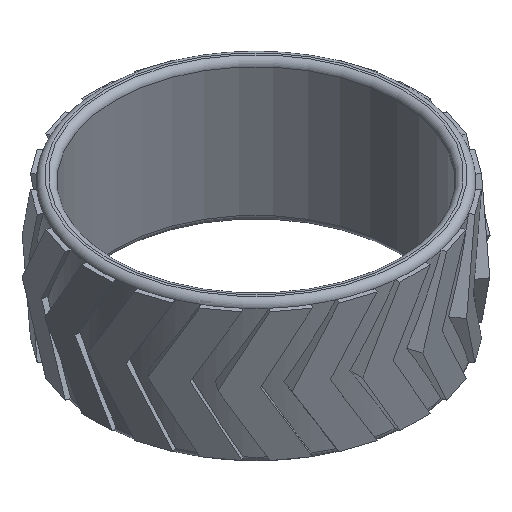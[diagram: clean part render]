
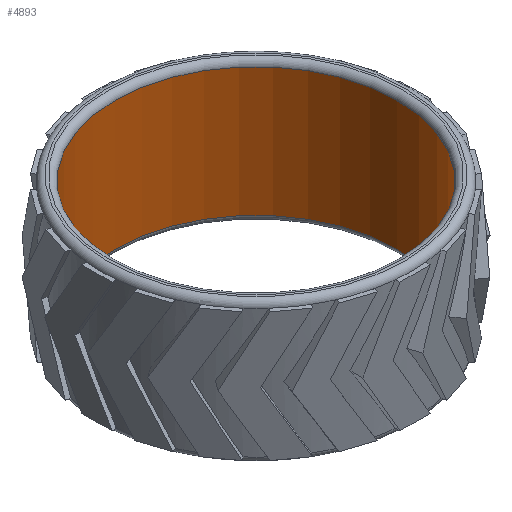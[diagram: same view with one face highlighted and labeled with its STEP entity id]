
A CAD part, isometric view. The second image highlights one B-rep face of the part: STEP entity #4893.
In plain terms, the highlighted cylindrical face has radius 18.6 mm (diameter 37.2 mm), a full revolution.
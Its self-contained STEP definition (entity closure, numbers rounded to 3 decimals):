
#4611 = VERTEX_POINT('',#4612);
#4612 = CARTESIAN_POINT('',(18.6,0.,17.8));
#4621 = EDGE_CURVE('',#4611,#4611,#4622,.T.);
#4622 = CIRCLE('',#4623,18.6);
#4623 = AXIS2_PLACEMENT_3D('',#4624,#4625,#4626);
#4624 = CARTESIAN_POINT('',(0.,0.,17.8));
#4625 = DIRECTION('',(0.,0.,1.));
#4626 = DIRECTION('',(1.,0.,0.));
#4893 = ADVANCED_FACE('',(#4894),#4913,.F.);
#4894 = FACE_BOUND('',#4895,.F.);
#4895 = EDGE_LOOP('',(#4896,#4904,#4905,#4906));
#4896 = ORIENTED_EDGE('',*,*,#4897,.F.);
#4897 = EDGE_CURVE('',#4611,#4898,#4900,.T.);
#4898 = VERTEX_POINT('',#4899);
#4899 = CARTESIAN_POINT('',(18.6,0.,0.8));
#4900 = LINE('',#4901,#4902);
#4901 = CARTESIAN_POINT('',(18.6,0.,18.6));
#4902 = VECTOR('',#4903,1.);
#4903 = DIRECTION('',(-0.,-0.,-1.));
#4904 = ORIENTED_EDGE('',*,*,#4621,.F.);
#4905 = ORIENTED_EDGE('',*,*,#4897,.T.);
#4906 = ORIENTED_EDGE('',*,*,#4907,.T.);
#4907 = EDGE_CURVE('',#4898,#4898,#4908,.T.);
#4908 = CIRCLE('',#4909,18.6);
#4909 = AXIS2_PLACEMENT_3D('',#4910,#4911,#4912);
#4910 = CARTESIAN_POINT('',(0.,0.,0.8));
#4911 = DIRECTION('',(0.,0.,1.));
#4912 = DIRECTION('',(1.,0.,0.));
#4913 = CYLINDRICAL_SURFACE('',#4914,18.6);
#4914 = AXIS2_PLACEMENT_3D('',#4915,#4916,#4917);
#4915 = CARTESIAN_POINT('',(0.,0.,18.6));
#4916 = DIRECTION('',(0.,0.,1.));
#4917 = DIRECTION('',(1.,0.,0.));
